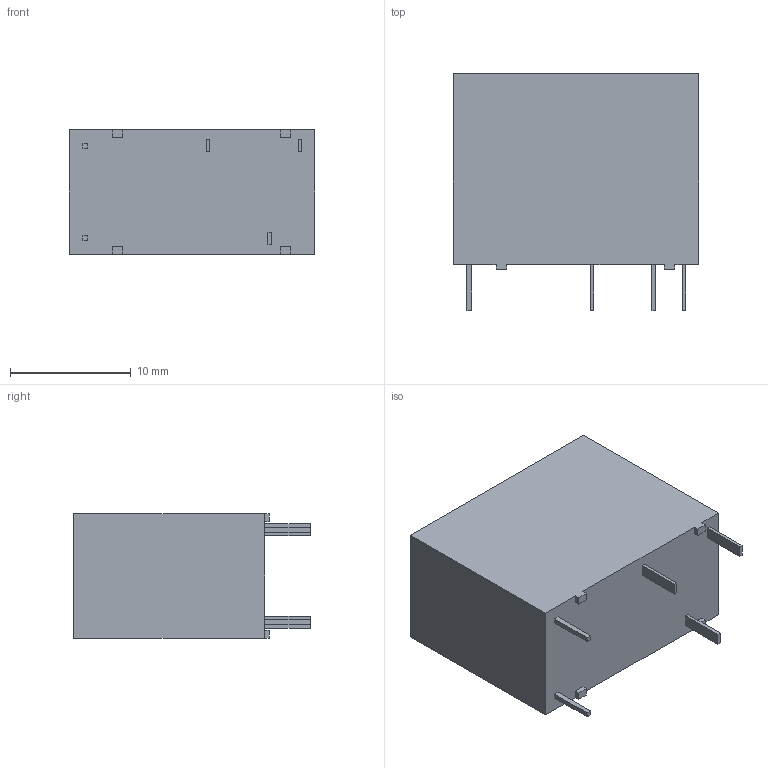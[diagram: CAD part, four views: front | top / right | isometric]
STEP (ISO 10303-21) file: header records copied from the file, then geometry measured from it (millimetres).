
FILE_DESCRIPTION(/* description */ ('STEP AP242','CAx-IF Rec.Pracs.---Representation and Presentation of Product Manufacturing Information (PMI)---4.0---2014-10-13','CAx-IF Rec.Pracs.---3D Tessellated Geometry---0.4---2014-09-14','2;1'),/* implementation_level */ '2;1');
FILE_NAME(/* name */ '6753471e3be0fc1702c120bf',/* time_stamp */ '2024-12-06T18:49:02Z',/* author */ (''),/* organization */ (''),/* preprocessor_version */ 'ST-DEVELOPER v20',/* originating_system */ 'ONSHAPE BY PTC INC, 1.190',/* authorisation */ ' ');
FILE_SCHEMA (('AP242_MANAGED_MODEL_BASED_3D_ENGINEERING_MIM_LF { 1 0 10303 442 1 1 4 }'));
Length unit declared in the file: metre
Products named in the file (1): G5Q_1
Bounding box: 20.3 x 19.6 x 10.3 mm (x, y, z)
Volume: 3307.1 mm3; surface area: 1437.5 mm2
Topology: 1 solids, 1 shells, 56 faces, 138 edges, 92 vertices
Faces by surface type: plane 54, cylinder 2
Full cylindrical faces by diameter (mm): 1 x1, 2 x1
Entity records: 2032 total; most frequent: CARTESIAN_POINT 285, ORIENTED_EDGE 272, DIRECTION 254, EDGE_CURVE 136, LINE 132, VECTOR 132, VERTEX_POINT 92, EDGE_LOOP 66
